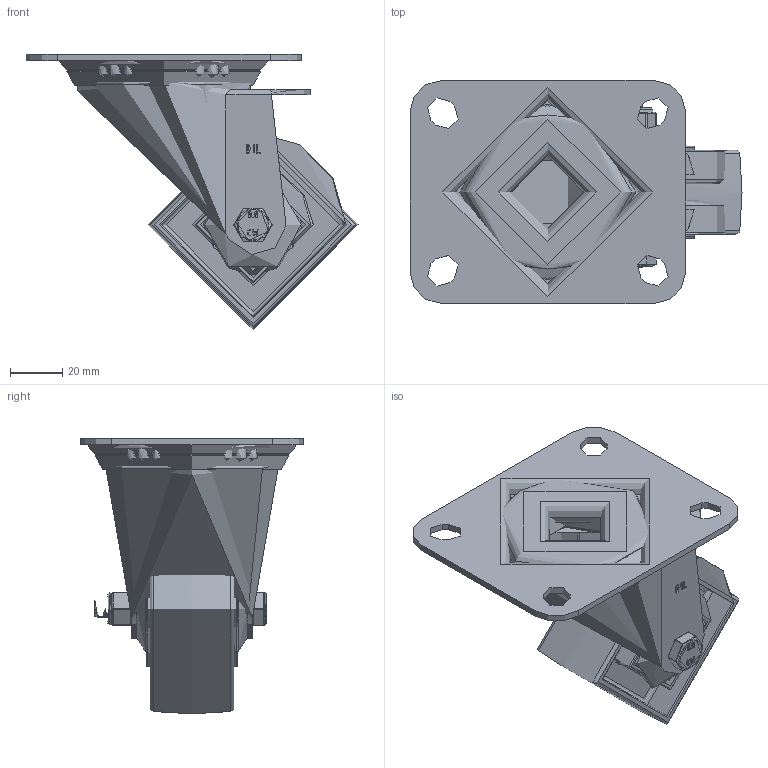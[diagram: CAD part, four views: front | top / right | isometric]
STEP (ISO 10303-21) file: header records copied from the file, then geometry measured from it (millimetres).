
FILE_DESCRIPTION(/* description */ (''),/* implementation_level */ '2;1');
FILE_NAME(/* name */ 'BZMM80NYBJ.step',/* time_stamp */ '2024-05-20T12:11:16+01:00',/* author */ (''),/* organization */ (''),/* preprocessor_version */ 'ST-DEVELOPER v20',/* originating_system */ 'Autodesk Translation Framework v13.14.0.145',/* authorisation */ '');
FILE_SCHEMA (('AUTOMOTIVE_DESIGN { 1 0 10303 214 3 1 1 }'));
Length unit declared in the file: millimetre
Products named in the file (28): BZMM80NYBJ; BZMM80WNYBJM8 v1; BZMM80WNYBJ; NYLON WHEEL; BEARING 6202; METAL; METAL2; Pattern; Component1; MIDDLE; RUBBER; RUBBER2; HUBCAPM8X42; HUBCAPM8X42 (1); NYLON WHEEL HUB CAP; BZMM80AS - 2 - 42 v1; ZINC PLATED, PRESSED STEEL TOP PLATE 1; ZINC PLATED, PRESSED STEEL TOP PLATE 1 Geometry; BALL BEARINGS; Component1 (1); BEARING SEAL; ZINC PLATED, PRESSED STEEL FORKS; HEXBOLTM8X60Z8.8 - NEW v2; GRADE 8.8 ZINC PLATED BOLT; NYLOCM8Z v1; NYLOC NUT; NUT; RUBBER (1)
Assembly tree (58 placements, depth 6):
  BZMM80NYBJ
    BZMM80WNYBJM8 v1
      BZMM80WNYBJ
        NYLON WHEEL
        BEARING 6202
          METAL
          METAL2
          Pattern
            Component1  x8
          MIDDLE
          RUBBER
          RUBBER2
      HUBCAPM8X42
        NYLON WHEEL HUB CAP
      HUBCAPM8X42 (1)
        NYLON WHEEL HUB CAP
    BZMM80AS - 2 - 42 v1
      ZINC PLATED, PRESSED STEEL TOP PLATE 1
        ZINC PLATED, PRESSED STEEL TOP PLATE 1 Geometry
        BALL BEARINGS
          Component1 (1)  x24
      BEARING SEAL
      ZINC PLATED, PRESSED STEEL FORKS
    HEXBOLTM8X60Z8.8 - NEW v2
      GRADE 8.8 ZINC PLATED BOLT
    NYLOCM8Z v1
      NYLOC NUT
        NUT
        RUBBER (1)
Bounding box: 126.5 x 85 x 105 mm (x, y, z)
Volume: 138757 mm3; surface area: 100012.6 mm2
Topology: 46 solids, 46 shells, 770 faces, 1897 edges, 1234 vertices
Faces by surface type: plane 274, cylinder 193, bspline 181, sphere 72, torus 37, cone 13
Full cylindrical faces by diameter (mm): 0.664 x2, 6.446 x9, 7.866 x15, 8 x2, 8.2 x4, 8.6 x2, 12 x1, 12.1 x1, 14.9 x2, 15 x1, 18 x1, 19 x2, 20 x4, 22.5 x2, 23 x2, 25 x2, 27.5 x1, 28 x2, 30 x4, 30.5 x2, 31 x4, 31.5 x1, 32 x1, 32.25 x2, 35 x2, 36 x2, 38 x2, 40 x2, 44 x2, 48 x2
Entity records: 29005 total; most frequent: CARTESIAN_POINT 12110, ORIENTED_EDGE 3482, DIRECTION 2986, EDGE_CURVE 1741, VERTEX_POINT 1146, AXIS2_PLACEMENT_3D 1116, EDGE_LOOP 865, LINE 754
